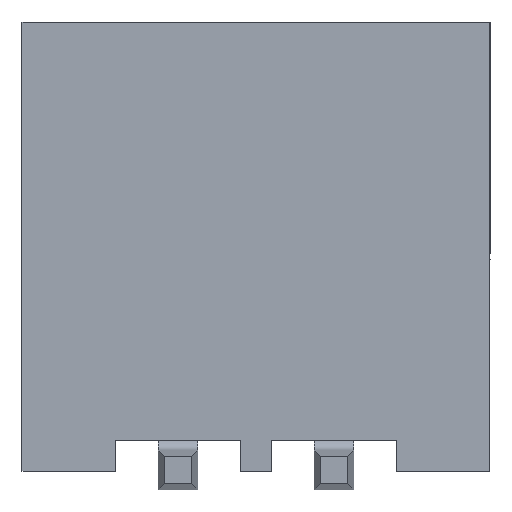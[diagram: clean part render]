
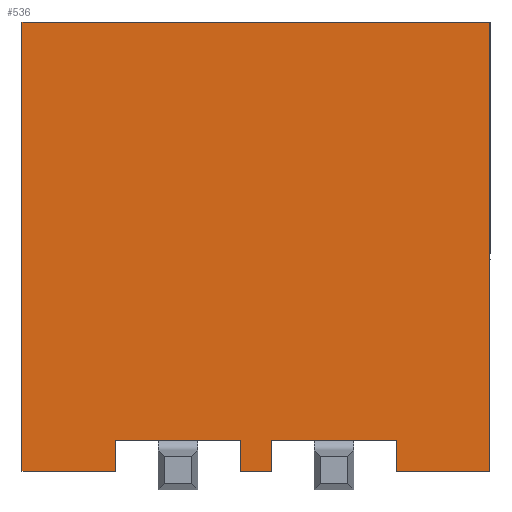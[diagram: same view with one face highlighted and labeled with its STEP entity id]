
A CAD part, front view. The second image highlights one B-rep face of the part: STEP entity #536.
In plain terms, the highlighted planar face has unit normal (0, -1, 0).
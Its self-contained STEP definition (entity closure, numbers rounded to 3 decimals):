
#47 = DIRECTION ( 'NONE',  ( 0., 1., 0. ) ) ;
#111 = ORIENTED_EDGE ( 'NONE', *, *, #1074, .T. ) ;
#120 = CARTESIAN_POINT ( 'NONE',  ( -56.25, -2.85, 0. ) ) ;
#128 = FACE_OUTER_BOUND ( 'NONE', #2481, .T. ) ;
#144 = DIRECTION ( 'NONE',  ( 0., 0., -1. ) ) ;
#148 = VERTEX_POINT ( 'NONE', #2458 ) ;
#223 = ORIENTED_EDGE ( 'NONE', *, *, #796, .T. ) ;
#240 = CARTESIAN_POINT ( 'NONE',  ( -15.25, -2.85, 0. ) ) ;
#264 = EDGE_CURVE ( 'NONE', #2725, #1181, #348, .T. ) ;
#272 = ORIENTED_EDGE ( 'NONE', *, *, #264, .F. ) ;
#346 = LINE ( 'NONE', #1880, #1285 ) ;
#348 = LINE ( 'NONE', #1217, #1048 ) ;
#372 = CARTESIAN_POINT ( 'NONE',  ( -56.25, -2.85, 0. ) ) ;
#406 = LINE ( 'NONE', #2375, #601 ) ;
#411 = CARTESIAN_POINT ( 'NONE',  ( -21.25, -2.85, 0. ) ) ;
#446 = LINE ( 'NONE', #897, #1176 ) ;
#495 = DIRECTION ( 'NONE',  ( 1., 0., 0. ) ) ;
#522 = LINE ( 'NONE', #966, #1364 ) ;
#536 = ADVANCED_FACE ( 'NONE', ( #128 ), #2689, .F. ) ;
#600 = CARTESIAN_POINT ( 'NONE',  ( -19.75, -2.85, 0. ) ) ;
#601 = VECTOR ( 'NONE', #1707, 1000. ) ;
#653 = DIRECTION ( 'NONE',  ( 1., 0., 0. ) ) ;
#733 = LINE ( 'NONE', #2461, #1199 ) ;
#787 = DIRECTION ( 'NONE',  ( 0., 0., -1. ) ) ;
#796 = EDGE_CURVE ( 'NONE', #1720, #1907, #866, .T. ) ;
#840 = ORIENTED_EDGE ( 'NONE', *, *, #1229, .F. ) ;
#847 = DIRECTION ( 'NONE',  ( 0., 0., -1. ) ) ;
#856 = LINE ( 'NONE', #2362, #1953 ) ;
#866 = LINE ( 'NONE', #1114, #2149 ) ;
#872 = VECTOR ( 'NONE', #1243, 1000. ) ;
#897 = CARTESIAN_POINT ( 'NONE',  ( -13.75, -2.85, 7.2 ) ) ;
#910 = ORIENTED_EDGE ( 'NONE', *, *, #2075, .F. ) ;
#938 = CARTESIAN_POINT ( 'NONE',  ( -21.25, -2.85, 7.2 ) ) ;
#954 = ORIENTED_EDGE ( 'NONE', *, *, #2136, .T. ) ;
#956 = VERTEX_POINT ( 'NONE', #1607 ) ;
#966 = CARTESIAN_POINT ( 'NONE',  ( -56.25, -2.85, 7.2 ) ) ;
#971 = LINE ( 'NONE', #1211, #1854 ) ;
#981 = ORIENTED_EDGE ( 'NONE', *, *, #2419, .T. ) ;
#982 = LINE ( 'NONE', #372, #872 ) ;
#985 = DIRECTION ( 'NONE',  ( 0., 0., 1. ) ) ;
#1045 = VECTOR ( 'NONE', #2443, 1000. ) ;
#1048 = VECTOR ( 'NONE', #144, 1000. ) ;
#1074 = EDGE_CURVE ( 'NONE', #2620, #1181, #1250, .T. ) ;
#1102 = AXIS2_PLACEMENT_3D ( 'NONE', #1321, #47, #985 ) ;
#1114 = CARTESIAN_POINT ( 'NONE',  ( -15.25, -2.85, 0.5 ) ) ;
#1174 = CARTESIAN_POINT ( 'NONE',  ( -17.25, -2.85, 0. ) ) ;
#1176 = VECTOR ( 'NONE', #2583, 1000. ) ;
#1181 = VERTEX_POINT ( 'NONE', #600 ) ;
#1199 = VECTOR ( 'NONE', #2255, 1000. ) ;
#1211 = CARTESIAN_POINT ( 'NONE',  ( -17.75, -2.85, 0.5 ) ) ;
#1217 = CARTESIAN_POINT ( 'NONE',  ( -19.75, -2.85, 0.5 ) ) ;
#1224 = CARTESIAN_POINT ( 'NONE',  ( -13.75, -2.85, 0. ) ) ;
#1229 = EDGE_CURVE ( 'NONE', #956, #2099, #446, .T. ) ;
#1243 = DIRECTION ( 'NONE',  ( 1., 0., 0. ) ) ;
#1250 = LINE ( 'NONE', #411, #2647 ) ;
#1285 = VECTOR ( 'NONE', #2735, 1000. ) ;
#1319 = ORIENTED_EDGE ( 'NONE', *, *, #2247, .F. ) ;
#1321 = CARTESIAN_POINT ( 'NONE',  ( -56.25, -2.85, 7.2 ) ) ;
#1364 = VECTOR ( 'NONE', #495, 1000. ) ;
#1405 = EDGE_CURVE ( 'NONE', #2634, #956, #522, .T. ) ;
#1607 = CARTESIAN_POINT ( 'NONE',  ( -13.75, -2.85, 7.2 ) ) ;
#1707 = DIRECTION ( 'NONE',  ( -1., 0., 0. ) ) ;
#1720 = VERTEX_POINT ( 'NONE', #2040 ) ;
#1730 = DIRECTION ( 'NONE',  ( 0., 0., -1. ) ) ;
#1854 = VECTOR ( 'NONE', #787, 1000. ) ;
#1880 = CARTESIAN_POINT ( 'NONE',  ( -17.75, -2.85, 0.5 ) ) ;
#1884 = ORIENTED_EDGE ( 'NONE', *, *, #2167, .T. ) ;
#1897 = CARTESIAN_POINT ( 'NONE',  ( -17.75, -2.85, 0. ) ) ;
#1907 = VERTEX_POINT ( 'NONE', #240 ) ;
#1953 = VECTOR ( 'NONE', #847, 1000. ) ;
#2022 = EDGE_CURVE ( 'NONE', #2686, #2044, #2036, .T. ) ;
#2036 = LINE ( 'NONE', #120, #1045 ) ;
#2040 = CARTESIAN_POINT ( 'NONE',  ( -15.25, -2.85, 0.5 ) ) ;
#2044 = VERTEX_POINT ( 'NONE', #1174 ) ;
#2075 = EDGE_CURVE ( 'NONE', #148, #2725, #346, .T. ) ;
#2099 = VERTEX_POINT ( 'NONE', #1224 ) ;
#2112 = ORIENTED_EDGE ( 'NONE', *, *, #2022, .T. ) ;
#2136 = EDGE_CURVE ( 'NONE', #1907, #2099, #982, .T. ) ;
#2149 = VECTOR ( 'NONE', #1730, 1000. ) ;
#2167 = EDGE_CURVE ( 'NONE', #148, #2686, #971, .T. ) ;
#2221 = EDGE_CURVE ( 'NONE', #2352, #2044, #856, .T. ) ;
#2247 = EDGE_CURVE ( 'NONE', #1720, #2352, #406, .T. ) ;
#2248 = CARTESIAN_POINT ( 'NONE',  ( -21.25, -2.85, 0. ) ) ;
#2255 = DIRECTION ( 'NONE',  ( 0., 0., -1. ) ) ;
#2332 = ORIENTED_EDGE ( 'NONE', *, *, #2221, .F. ) ;
#2352 = VERTEX_POINT ( 'NONE', #2698 ) ;
#2362 = CARTESIAN_POINT ( 'NONE',  ( -17.25, -2.85, 0.5 ) ) ;
#2375 = CARTESIAN_POINT ( 'NONE',  ( -15.25, -2.85, 0.5 ) ) ;
#2419 = EDGE_CURVE ( 'NONE', #2634, #2620, #733, .T. ) ;
#2443 = DIRECTION ( 'NONE',  ( 1., 0., 0. ) ) ;
#2444 = ORIENTED_EDGE ( 'NONE', *, *, #1405, .F. ) ;
#2458 = CARTESIAN_POINT ( 'NONE',  ( -17.75, -2.85, 0.5 ) ) ;
#2461 = CARTESIAN_POINT ( 'NONE',  ( -21.25, -2.85, 7.2 ) ) ;
#2481 = EDGE_LOOP ( 'NONE', ( #2444, #981, #111, #272, #910, #1884, #2112, #2332, #1319, #223, #954, #840 ) ) ;
#2571 = CARTESIAN_POINT ( 'NONE',  ( -19.75, -2.85, 0.5 ) ) ;
#2583 = DIRECTION ( 'NONE',  ( 0., 0., -1. ) ) ;
#2620 = VERTEX_POINT ( 'NONE', #2248 ) ;
#2634 = VERTEX_POINT ( 'NONE', #938 ) ;
#2647 = VECTOR ( 'NONE', #653, 1000. ) ;
#2686 = VERTEX_POINT ( 'NONE', #1897 ) ;
#2689 = PLANE ( 'NONE',  #1102 ) ;
#2698 = CARTESIAN_POINT ( 'NONE',  ( -17.25, -2.85, 0.5 ) ) ;
#2725 = VERTEX_POINT ( 'NONE', #2571 ) ;
#2735 = DIRECTION ( 'NONE',  ( -1., 0., 0. ) ) ;
